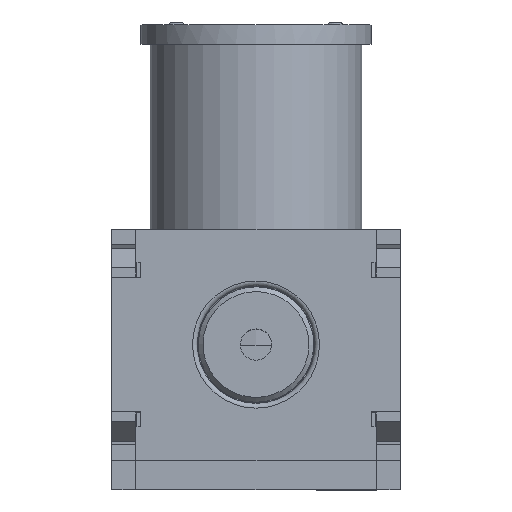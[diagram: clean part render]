
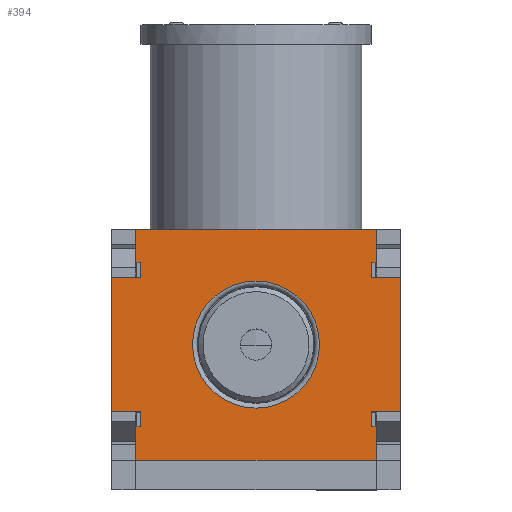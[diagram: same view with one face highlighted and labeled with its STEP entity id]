
A CAD part, top view. The second image highlights one B-rep face of the part: STEP entity #394.
In plain terms, the highlighted face is planar.
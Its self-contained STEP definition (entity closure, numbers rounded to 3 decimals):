
#394 = ADVANCED_FACE( '', ( #988, #989 ), #990, .F. );
#988 = FACE_BOUND( '', #1856, .T. );
#989 = FACE_OUTER_BOUND( '', #1857, .T. );
#990 = PLANE( '', #1858 );
#1856 = EDGE_LOOP( '', ( #2950 ) );
#1857 = EDGE_LOOP( '', ( #2951, #2952, #2953, #2954, #2955, #2956, #2957, #2958, #2959, #2960, #2961, #2962, #2963, #2964, #2965, #2966, #2967, #2968, #2969, #2970 ) );
#1858 = AXIS2_PLACEMENT_3D( '', #2971, #2972, #2973 );
#2950 = ORIENTED_EDGE( '', *, *, #5351, .T. );
#2951 = ORIENTED_EDGE( '', *, *, #5352, .F. );
#2952 = ORIENTED_EDGE( '', *, *, #5353, .F. );
#2953 = ORIENTED_EDGE( '', *, *, #5354, .T. );
#2954 = ORIENTED_EDGE( '', *, *, #5355, .F. );
#2955 = ORIENTED_EDGE( '', *, *, #5356, .F. );
#2956 = ORIENTED_EDGE( '', *, *, #5357, .F. );
#2957 = ORIENTED_EDGE( '', *, *, #5358, .F. );
#2958 = ORIENTED_EDGE( '', *, *, #5359, .T. );
#2959 = ORIENTED_EDGE( '', *, *, #5360, .F. );
#2960 = ORIENTED_EDGE( '', *, *, #5361, .F. );
#2961 = ORIENTED_EDGE( '', *, *, #5362, .F. );
#2962 = ORIENTED_EDGE( '', *, *, #5363, .F. );
#2963 = ORIENTED_EDGE( '', *, *, #5364, .T. );
#2964 = ORIENTED_EDGE( '', *, *, #5365, .F. );
#2965 = ORIENTED_EDGE( '', *, *, #5366, .F. );
#2966 = ORIENTED_EDGE( '', *, *, #5367, .F. );
#2967 = ORIENTED_EDGE( '', *, *, #5342, .F. );
#2968 = ORIENTED_EDGE( '', *, *, #5368, .T. );
#2969 = ORIENTED_EDGE( '', *, *, #5369, .F. );
#2970 = ORIENTED_EDGE( '', *, *, #5370, .F. );
#2971 = CARTESIAN_POINT( '', ( 0., -15., 0. ) );
#2972 = DIRECTION( '', ( 0., 1., 0. ) );
#2973 = DIRECTION( '', ( 0., 0., 1. ) );
#5342 = EDGE_CURVE( '', #6356, #6357, #6358, .T. );
#5351 = EDGE_CURVE( '', #6371, #6371, #6372, .T. );
#5352 = EDGE_CURVE( '', #6373, #6374, #6375, .T. );
#5353 = EDGE_CURVE( '', #6376, #6373, #6377, .T. );
#5354 = EDGE_CURVE( '', #6376, #6378, #6379, .T. );
#5355 = EDGE_CURVE( '', #6380, #6378, #6381, .T. );
#5356 = EDGE_CURVE( '', #6382, #6380, #6383, .T. );
#5357 = EDGE_CURVE( '', #6384, #6382, #6385, .T. );
#5358 = EDGE_CURVE( '', #6386, #6384, #6387, .T. );
#5359 = EDGE_CURVE( '', #6386, #6388, #6389, .T. );
#5360 = EDGE_CURVE( '', #6390, #6388, #6391, .T. );
#5361 = EDGE_CURVE( '', #6392, #6390, #6393, .T. );
#5362 = EDGE_CURVE( '', #6394, #6392, #6395, .T. );
#5363 = EDGE_CURVE( '', #6396, #6394, #6397, .T. );
#5364 = EDGE_CURVE( '', #6396, #6398, #6399, .T. );
#5365 = EDGE_CURVE( '', #6400, #6398, #6401, .T. );
#5366 = EDGE_CURVE( '', #6402, #6400, #6403, .T. );
#5367 = EDGE_CURVE( '', #6357, #6402, #6404, .T. );
#5368 = EDGE_CURVE( '', #6356, #6405, #6406, .T. );
#5369 = EDGE_CURVE( '', #6407, #6405, #6408, .T. );
#5370 = EDGE_CURVE( '', #6374, #6407, #6409, .T. );
#6356 = VERTEX_POINT( '', #7987 );
#6357 = VERTEX_POINT( '', #7988 );
#6358 = LINE( '', #7989, #7990 );
#6371 = VERTEX_POINT( '', #8009 );
#6372 = CIRCLE( '', #8010, 6.6 );
#6373 = VERTEX_POINT( '', #8011 );
#6374 = VERTEX_POINT( '', #8012 );
#6375 = LINE( '', #8013, #8014 );
#6376 = VERTEX_POINT( '', #8015 );
#6377 = LINE( '', #8016, #8017 );
#6378 = VERTEX_POINT( '', #8018 );
#6379 = LINE( '', #8019, #8020 );
#6380 = VERTEX_POINT( '', #8021 );
#6381 = LINE( '', #8022, #8023 );
#6382 = VERTEX_POINT( '', #8024 );
#6383 = LINE( '', #8025, #8026 );
#6384 = VERTEX_POINT( '', #8027 );
#6385 = LINE( '', #8028, #8029 );
#6386 = VERTEX_POINT( '', #8030 );
#6387 = LINE( '', #8031, #8032 );
#6388 = VERTEX_POINT( '', #8033 );
#6389 = LINE( '', #8034, #8035 );
#6390 = VERTEX_POINT( '', #8036 );
#6391 = LINE( '', #8037, #8038 );
#6392 = VERTEX_POINT( '', #8039 );
#6393 = LINE( '', #8040, #8041 );
#6394 = VERTEX_POINT( '', #8042 );
#6395 = LINE( '', #8043, #8044 );
#6396 = VERTEX_POINT( '', #8045 );
#6397 = LINE( '', #8046, #8047 );
#6398 = VERTEX_POINT( '', #8048 );
#6399 = LINE( '', #8049, #8050 );
#6400 = VERTEX_POINT( '', #8051 );
#6401 = LINE( '', #8052, #8053 );
#6402 = VERTEX_POINT( '', #8054 );
#6403 = LINE( '', #8055, #8056 );
#6404 = LINE( '', #8057, #8058 );
#6405 = VERTEX_POINT( '', #8059 );
#6406 = LINE( '', #8060, #8061 );
#6407 = VERTEX_POINT( '', #8062 );
#6408 = LINE( '', #8063, #8064 );
#6409 = LINE( '', #8065, #8066 );
#7987 = CARTESIAN_POINT( '', ( -15., -15., 7. ) );
#7988 = CARTESIAN_POINT( '', ( -12., -15., 7. ) );
#7989 = CARTESIAN_POINT( '', ( -15., -15., 7. ) );
#7990 = VECTOR( '', #10068, 1000. );
#8009 = CARTESIAN_POINT( '', ( 0., -15., 6.6 ) );
#8010 = AXIS2_PLACEMENT_3D( '', #10073, #10074, #10075 );
#8011 = CARTESIAN_POINT( '', ( -12.5, -15., -8.5 ) );
#8012 = CARTESIAN_POINT( '', ( -12., -15., -8.5 ) );
#8013 = CARTESIAN_POINT( '', ( -12.5, -15., -8.5 ) );
#8014 = VECTOR( '', #10076, 1000. );
#8015 = CARTESIAN_POINT( '', ( -12.5, -15., -12. ) );
#8016 = CARTESIAN_POINT( '', ( -12.5, -15., -12. ) );
#8017 = VECTOR( '', #10077, 1000. );
#8018 = CARTESIAN_POINT( '', ( 12.5, -15., -12. ) );
#8019 = CARTESIAN_POINT( '', ( -15., -15., -12. ) );
#8020 = VECTOR( '', #10078, 1000. );
#8021 = CARTESIAN_POINT( '', ( 12.5, -15., -8.5 ) );
#8022 = CARTESIAN_POINT( '', ( 12.5, -15., -8.5 ) );
#8023 = VECTOR( '', #10079, 1000. );
#8024 = CARTESIAN_POINT( '', ( 12., -15., -8.5 ) );
#8025 = CARTESIAN_POINT( '', ( 12., -15., -8.5 ) );
#8026 = VECTOR( '', #10080, 1000. );
#8027 = CARTESIAN_POINT( '', ( 12., -15., -7. ) );
#8028 = CARTESIAN_POINT( '', ( 12., -15., -7. ) );
#8029 = VECTOR( '', #10081, 1000. );
#8030 = CARTESIAN_POINT( '', ( 15., -15., -7. ) );
#8031 = CARTESIAN_POINT( '', ( 15., -15., -7. ) );
#8032 = VECTOR( '', #10082, 1000. );
#8033 = CARTESIAN_POINT( '', ( 15., -15., 7. ) );
#8034 = CARTESIAN_POINT( '', ( 15., -15., -12. ) );
#8035 = VECTOR( '', #10083, 1000. );
#8036 = CARTESIAN_POINT( '', ( 12., -15., 7. ) );
#8037 = CARTESIAN_POINT( '', ( 12., -15., 7. ) );
#8038 = VECTOR( '', #10084, 1000. );
#8039 = CARTESIAN_POINT( '', ( 12., -15., 8.5 ) );
#8040 = CARTESIAN_POINT( '', ( 12., -15., 8.5 ) );
#8041 = VECTOR( '', #10085, 1000. );
#8042 = CARTESIAN_POINT( '', ( 12.5, -15., 8.5 ) );
#8043 = CARTESIAN_POINT( '', ( 12.5, -15., 8.5 ) );
#8044 = VECTOR( '', #10086, 1000. );
#8045 = CARTESIAN_POINT( '', ( 12.5, -15., 12. ) );
#8046 = CARTESIAN_POINT( '', ( 12.5, -15., 12. ) );
#8047 = VECTOR( '', #10087, 1000. );
#8048 = CARTESIAN_POINT( '', ( -12.5, -15., 12. ) );
#8049 = CARTESIAN_POINT( '', ( 15., -15., 12. ) );
#8050 = VECTOR( '', #10088, 1000. );
#8051 = CARTESIAN_POINT( '', ( -12.5, -15., 8.5 ) );
#8052 = CARTESIAN_POINT( '', ( -12.5, -15., 8.5 ) );
#8053 = VECTOR( '', #10089, 1000. );
#8054 = CARTESIAN_POINT( '', ( -12., -15., 8.5 ) );
#8055 = CARTESIAN_POINT( '', ( -12., -15., 8.5 ) );
#8056 = VECTOR( '', #10090, 1000. );
#8057 = CARTESIAN_POINT( '', ( -12., -15., 7. ) );
#8058 = VECTOR( '', #10091, 1000. );
#8059 = CARTESIAN_POINT( '', ( -15., -15., -7. ) );
#8060 = CARTESIAN_POINT( '', ( -15., -15., 12. ) );
#8061 = VECTOR( '', #10092, 1000. );
#8062 = CARTESIAN_POINT( '', ( -12., -15., -7. ) );
#8063 = CARTESIAN_POINT( '', ( -12., -15., -7. ) );
#8064 = VECTOR( '', #10093, 1000. );
#8065 = CARTESIAN_POINT( '', ( -12., -15., -8.5 ) );
#8066 = VECTOR( '', #10094, 1000. );
#10068 = DIRECTION( '', ( 1., 0., 0. ) );
#10073 = CARTESIAN_POINT( '', ( 0., -15., 0. ) );
#10074 = DIRECTION( '', ( 0., 1., 0. ) );
#10075 = DIRECTION( '', ( 0., 0., 1. ) );
#10076 = DIRECTION( '', ( 1., 0., 0. ) );
#10077 = DIRECTION( '', ( 0., 0., 1. ) );
#10078 = DIRECTION( '', ( 1., 0., 0. ) );
#10079 = DIRECTION( '', ( 0., 0., -1. ) );
#10080 = DIRECTION( '', ( 1., 0., 0. ) );
#10081 = DIRECTION( '', ( 0., 0., -1. ) );
#10082 = DIRECTION( '', ( -1., 0., 0. ) );
#10083 = DIRECTION( '', ( 0., 0., 1. ) );
#10084 = DIRECTION( '', ( 1., 0., 0. ) );
#10085 = DIRECTION( '', ( 0., 0., -1. ) );
#10086 = DIRECTION( '', ( -1., 0., 0. ) );
#10087 = DIRECTION( '', ( 0., 0., -1. ) );
#10088 = DIRECTION( '', ( -1., 0., 0. ) );
#10089 = DIRECTION( '', ( 0., 0., 1. ) );
#10090 = DIRECTION( '', ( -1., 0., 0. ) );
#10091 = DIRECTION( '', ( 0., 0., 1. ) );
#10092 = DIRECTION( '', ( 0., 0., -1. ) );
#10093 = DIRECTION( '', ( -1., 0., 0. ) );
#10094 = DIRECTION( '', ( 0., 0., 1. ) );
